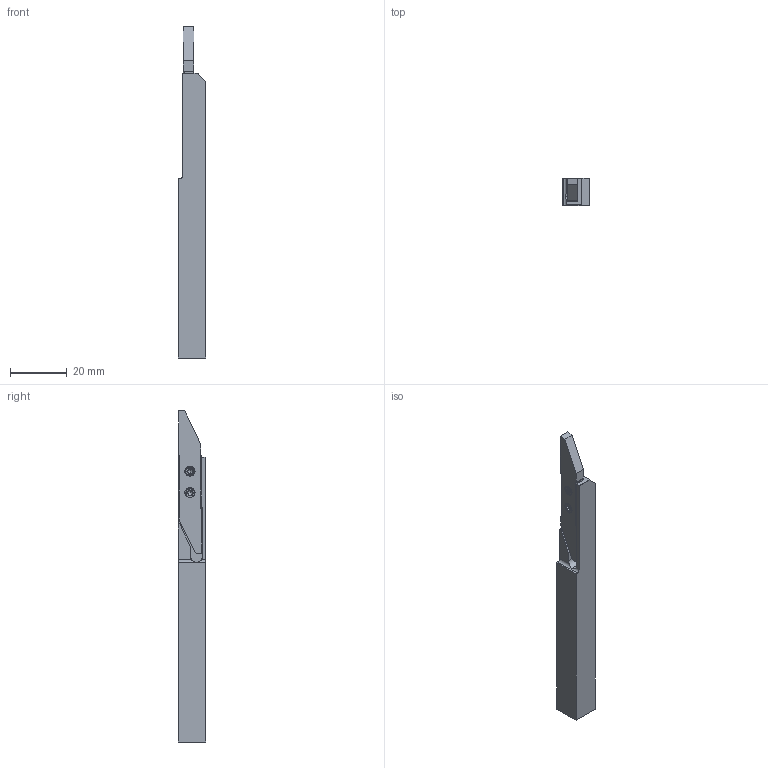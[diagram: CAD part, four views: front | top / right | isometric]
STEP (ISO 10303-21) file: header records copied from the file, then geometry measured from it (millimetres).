
FILE_DESCRIPTION (( 'STEP AP203' ), '1' );
FILE_NAME ('CUT-99-Kunde_-_3000-3-8-100 LA.step', '2013-07-03T13:10:28', ( '' ), ( '' ), 'SwSTEP 2.0', 'SolidWorks 2013', '' );
FILE_SCHEMA (( 'CONFIG_CONTROL_DESIGN' ));
Length unit declared in the file: millimetre
Products named in the file (4): CUT-99-Kunde_3000-3-8-100 LA; CUT-3000 R-L Kunde Lang_Lang; MSP-16_M3x7.3 T08; CUT-99-Kunde_-_3000-3-8-100 LA
Assembly tree (4 placements, depth 2):
  CUT-99-Kunde_-_3000-3-8-100 LA
    CUT-99-Kunde_3000-3-8-100 LA
    CUT-3000 R-L Kunde Lang_Lang
    MSP-16_M3x7.3 T08  x2
Bounding box: 9.53 x 9.53 x 116.6 mm (x, y, z)
Volume: 8660.3 mm3; surface area: 5250.6 mm2
Topology: 4 solids, 4 shells, 141 faces, 353 edges, 220 vertices
Faces by surface type: cylinder 56, plane 45, cone 28, torus 12
Entity records: 3646 total; most frequent: DIRECTION 592, CARTESIAN_POINT 575, ORIENTED_EDGE 532, EDGE_CURVE 266, AXIS2_PLACEMENT_3D 218, VERTEX_POINT 169, LINE 156, VECTOR 156
